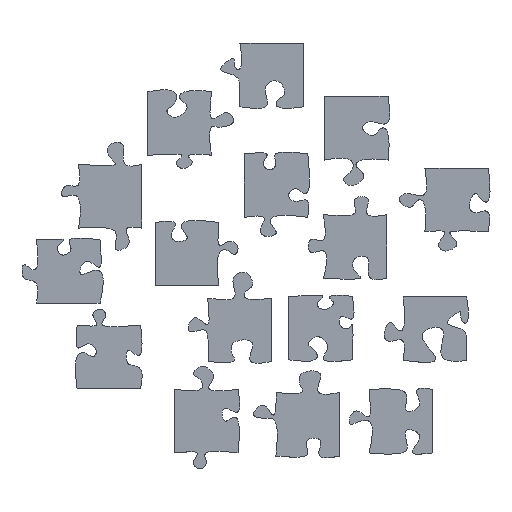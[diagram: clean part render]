
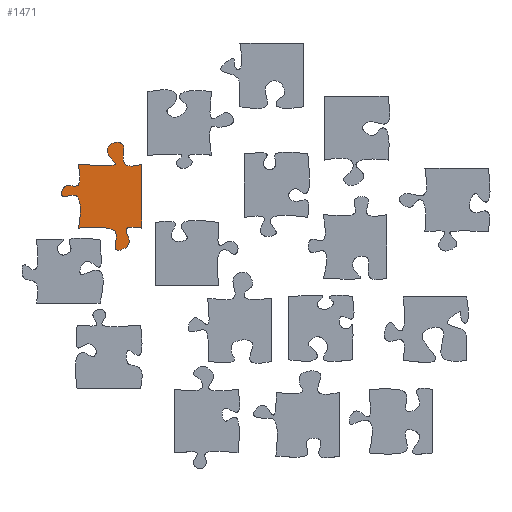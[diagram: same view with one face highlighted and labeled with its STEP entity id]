
A CAD part, top view. The second image highlights one B-rep face of the part: STEP entity #1471.
In plain terms, the highlighted planar face has unit normal (0, 0, 1).
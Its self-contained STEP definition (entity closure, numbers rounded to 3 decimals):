
#1315=CARTESIAN_POINT('',(50.065,-16.873,1.));
#1316=VERTEX_POINT('',#1315);
#1323=CARTESIAN_POINT('',(60.044,-16.873,1.));
#1324=VERTEX_POINT('',#1323);
#1325=CARTESIAN_POINT('',(60.044,-16.873,1.));
#1326=CARTESIAN_POINT('',(55.718,-17.993,1.));
#1327=CARTESIAN_POINT('',(58.773,-13.178,1.));
#1328=CARTESIAN_POINT('',(54.571,-13.284,1.));
#1329=CARTESIAN_POINT('',(54.474,-16.521,1.));
#1330=CARTESIAN_POINT('',(58.114,-17.319,1.));
#1331=CARTESIAN_POINT('',(50.065,-16.873,1.));
#1332=B_SPLINE_CURVE_WITH_KNOTS('',3,(#1325,#1326,#1327,#1328,#1329,#1330,#1331),.UNSPECIFIED.,.F.,.F.,(4,1,1,1,4),(0.,0.316,0.514,0.685,1.),.UNSPECIFIED.);
#1333=EDGE_CURVE('',#1324,#1316,#1332,.T.);
#1368=CARTESIAN_POINT('',(50.104,-26.873,1.));
#1369=VERTEX_POINT('',#1368);
#1376=CARTESIAN_POINT('',(50.065,-16.873,1.));
#1377=CARTESIAN_POINT('',(50.966,-21.785,1.));
#1378=CARTESIAN_POINT('',(47.924,-18.588,1.));
#1379=CARTESIAN_POINT('',(46.747,-23.857,1.));
#1380=CARTESIAN_POINT('',(51.237,-19.426,1.));
#1381=CARTESIAN_POINT('',(50.104,-26.873,1.));
#1382=B_SPLINE_CURVE_WITH_KNOTS('',3,(#1376,#1377,#1378,#1379,#1380,#1381),.UNSPECIFIED.,.F.,.F.,(4,1,1,4),(0.,0.365,0.591,1.),.UNSPECIFIED.);
#1383=EDGE_CURVE('',#1316,#1369,#1382,.T.);
#1416=CARTESIAN_POINT('',(60.044,-26.873,1.));
#1417=VERTEX_POINT('',#1416);
#1424=CARTESIAN_POINT('',(60.044,-26.873,1.));
#1425=CARTESIAN_POINT('',(55.861,-26.118,1.));
#1426=CARTESIAN_POINT('',(59.937,-29.235,1.));
#1427=CARTESIAN_POINT('',(55.23,-31.068,1.));
#1428=CARTESIAN_POINT('',(56.652,-27.277,1.));
#1429=CARTESIAN_POINT('',(55.202,-26.518,1.));
#1430=CARTESIAN_POINT('',(50.104,-26.873,1.));
#1431=B_SPLINE_CURVE_WITH_KNOTS('',3,(#1424,#1425,#1426,#1427,#1428,#1429,#1430),.UNSPECIFIED.,.F.,.F.,(4,1,1,1,4),(0.,0.298,0.491,0.678,1.),.UNSPECIFIED.);
#1432=EDGE_CURVE('',#1417,#1369,#1431,.T.);
#1450=CARTESIAN_POINT('',(60.044,-16.873,1.));
#1451=DIRECTION('',(0.,-1.,0.));
#1452=VECTOR('',#1451,10.);
#1453=LINE('',#1450,#1452);
#1454=EDGE_CURVE('',#1324,#1417,#1453,.T.);
#1460=CARTESIAN_POINT('',(0.,0.,1.));
#1461=DIRECTION('',(0.,0.,1.));
#1462=DIRECTION('',(1.,0.,0.));
#1463=AXIS2_PLACEMENT_3D('',#1460,#1461,#1462);
#1464=PLANE('',#1463);
#1465=ORIENTED_EDGE('',*,*,#1333,.T.);
#1466=ORIENTED_EDGE('',*,*,#1383,.T.);
#1467=ORIENTED_EDGE('',*,*,#1432,.F.);
#1468=ORIENTED_EDGE('',*,*,#1454,.F.);
#1469=EDGE_LOOP('',(#1465,#1466,#1467,#1468));
#1470=FACE_BOUND('',#1469,.T.);
#1471=ADVANCED_FACE('',(#1470),#1464,.T.);
